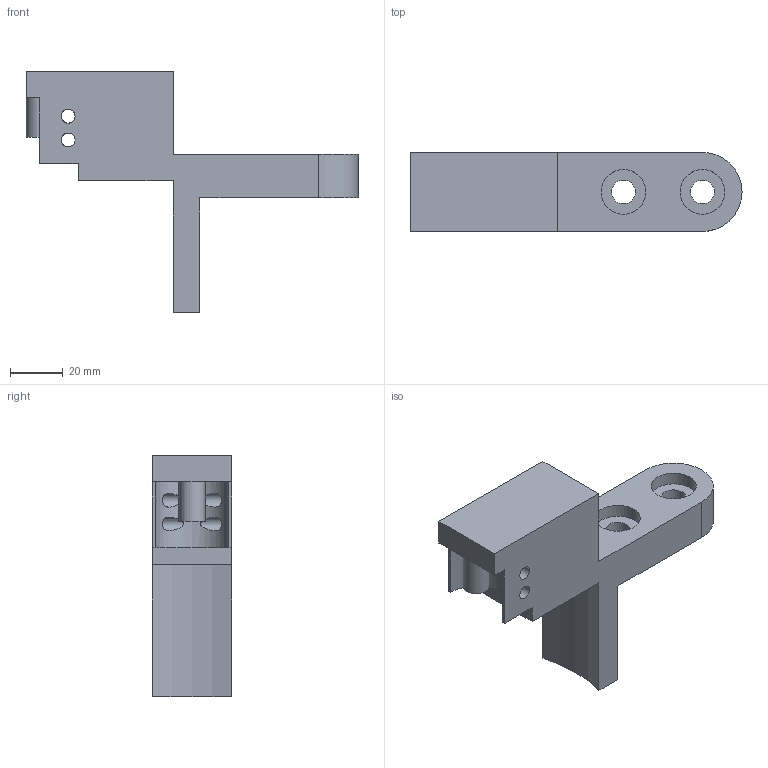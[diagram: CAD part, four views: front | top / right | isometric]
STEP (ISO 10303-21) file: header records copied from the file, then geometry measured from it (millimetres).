
FILE_DESCRIPTION(/* description */ (''),/* implementation_level */ '2;1');
FILE_NAME(/* name */ 'OutputConnector.stp',/* time_stamp */ '2025-10-24T01:03:02-05:00',/* author */ ('aul12'),/* organization */ (''),/* preprocessor_version */ 'ST-DEVELOPER v19.2',/* originating_system */ 'Autodesk Inventor 2024',/* authorisation */ '');
FILE_SCHEMA (('AUTOMOTIVE_DESIGN { 1 0 10303 214 3 1 1 }'));
Length unit declared in the file: millimetre
Products named in the file (1): OutputConnector
Bounding box: 126 x 30 x 91.5 mm (x, y, z)
Volume: 95266.7 mm3; surface area: 22010.7 mm2
Topology: 1 solids, 1 shells, 30 faces, 81 edges, 55 vertices
Faces by surface type: plane 18, cylinder 12
Full cylindrical faces by diameter (mm): 5.25 x4, 9 x2, 10 x1, 17 x2
Entity records: 1153 total; most frequent: CARTESIAN_POINT 319, ORIENTED_EDGE 162, DIRECTION 156, EDGE_CURVE 81, VERTEX_POINT 55, LINE 52, VECTOR 52, AXIS2_PLACEMENT_3D 52
